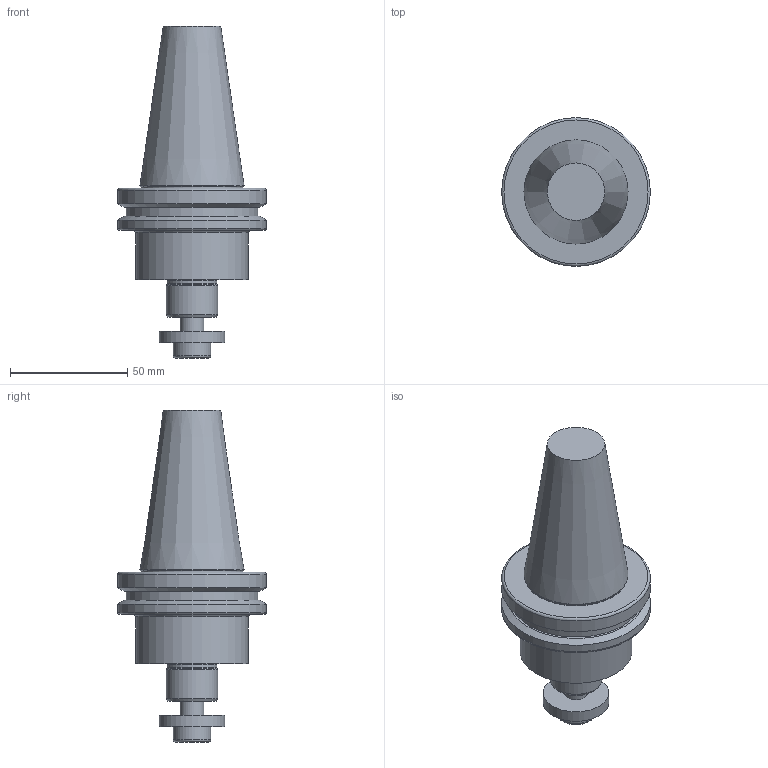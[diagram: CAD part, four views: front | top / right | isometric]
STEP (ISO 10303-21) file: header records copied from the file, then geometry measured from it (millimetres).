
FILE_DESCRIPTION(/* description */ ('3-D model version:1'),/* implementation_level */ '2;1');
FILE_NAME(/* name */ '392.54005C4022040',/* time_stamp */ '2016-12-02T13:59:04',/* author */ ('InteractiveCad'),/* organization */ ('AB Sandvik Coromant'),/* preprocessor_version */ 'ST-DEVELOPER v11',/* originating_system */ 'SIEMENS UGS NX 6.0',/* authorization */ '');
FILE_SCHEMA(('AUTOMOTIVE_DESIGN'));
Length unit declared in the file: millimetre
Products named in the file (1): 392.54005C4022040_635398897889410668_1_stp
Bounding box: 63.5 x 63.5 x 141.75 mm (x, y, z)
Volume: 169283.8 mm3; surface area: 23690.9 mm2
Topology: 1 solids, 1 shells, 37 faces, 62 edges, 36 vertices
Faces by surface type: plane 11, cylinder 11, cone 9, torus 6
Full cylindrical faces by diameter (mm): 10 x1, 11 x1, 16 x1, 21.294 x1, 21.994 x1, 28 x1, 43.85 x1, 48 x1, 56 x1, 63.5 x2
Entity records: 772 total; most frequent: DIRECTION 154, CARTESIAN_POINT 113, AXIS2_PLACEMENT_3D 77, EDGE_LOOP 72, ORIENTED_EDGE 72, FACE_BOUND 70, ADVANCED_FACE 37, VERTEX_POINT 36
